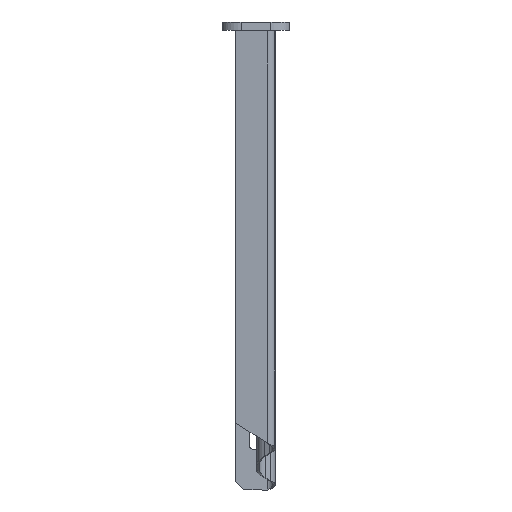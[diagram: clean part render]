
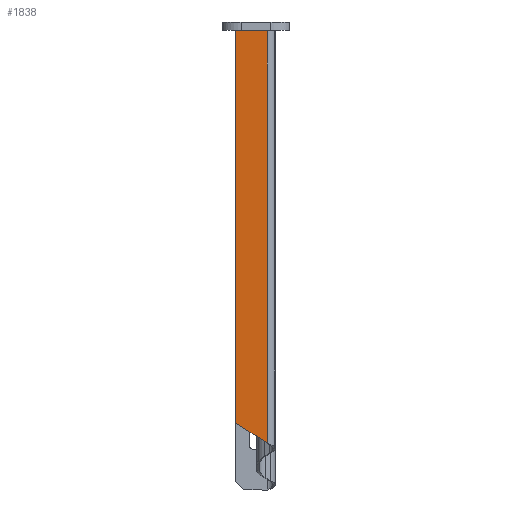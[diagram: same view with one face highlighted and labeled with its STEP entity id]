
A CAD part, front view. The second image highlights one B-rep face of the part: STEP entity #1838.
In plain terms, the highlighted planar face has unit normal (0, -0.999, -0.052).
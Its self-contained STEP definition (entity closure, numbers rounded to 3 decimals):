
#66 = FACE_OUTER_BOUND ( 'NONE', #1188, .T. ) ;
#92 = DIRECTION ( 'NONE',  ( 0.839, 0.029, -0.544 ) ) ;
#171 = CARTESIAN_POINT ( 'NONE',  ( 65.881, -47.749, -342.753 ) ) ;
#282 = EDGE_CURVE ( 'NONE', #979, #1093, #739, .T. ) ;
#723 = VECTOR ( 'NONE', #92, 1000. ) ;
#739 = LINE ( 'NONE', #171, #723 ) ;
#786 = CARTESIAN_POINT ( 'NONE',  ( 8.359, -65.678, -0.637 ) ) ;
#964 = ORIENTED_EDGE ( 'NONE', *, *, #2338, .F. ) ;
#973 = CARTESIAN_POINT ( 'NONE',  ( 107.143, -65.454, -4.912 ) ) ;
#979 = VERTEX_POINT ( 'NONE', #1180 ) ;
#1036 = ORIENTED_EDGE ( 'NONE', *, *, #3091, .T. ) ;
#1055 = ORIENTED_EDGE ( 'NONE', *, *, #3584, .T. ) ;
#1093 = VERTEX_POINT ( 'NONE', #1338 ) ;
#1134 = CARTESIAN_POINT ( 'NONE',  ( 8.359, -65.454, -4.912 ) ) ;
#1147 = DIRECTION ( 'NONE',  ( 0., 0.052, -0.999 ) ) ;
#1152 = PLANE ( 'NONE',  #2444 ) ;
#1180 = CARTESIAN_POINT ( 'NONE',  ( -15., -50.498, -290.3 ) ) ;
#1188 = EDGE_LOOP ( 'NONE', ( #964, #1036, #1055, #1314 ) ) ;
#1210 = VECTOR ( 'NONE', #1147, 1000. ) ;
#1314 = ORIENTED_EDGE ( 'NONE', *, *, #282, .T. ) ;
#1336 = VECTOR ( 'NONE', #3564, 1000. ) ;
#1338 = CARTESIAN_POINT ( 'NONE',  ( 8.359, -49.704, -305.449 ) ) ;
#1473 = LINE ( 'NONE', #3277, #1336 ) ;
#1838 = ADVANCED_FACE ( 'NONE', ( #66 ), #1152, .F. ) ;
#2099 = VERTEX_POINT ( 'NONE', #2369 ) ;
#2173 = VERTEX_POINT ( 'NONE', #786 ) ;
#2210 = DIRECTION ( 'NONE',  ( -1., 0., 0. ) ) ;
#2338 = EDGE_CURVE ( 'NONE', #2173, #1093, #2812, .T. ) ;
#2369 = CARTESIAN_POINT ( 'NONE',  ( -15., -65.678, -0.637 ) ) ;
#2444 = AXIS2_PLACEMENT_3D ( 'NONE', #973, #2780, #3164 ) ;
#2480 = CARTESIAN_POINT ( 'NONE',  ( -15., -65.678, -0.637 ) ) ;
#2780 = DIRECTION ( 'NONE',  ( 0., 0.999, 0.052 ) ) ;
#2812 = LINE ( 'NONE', #1134, #1210 ) ;
#3091 = EDGE_CURVE ( 'NONE', #2173, #2099, #3180, .T. ) ;
#3134 = VECTOR ( 'NONE', #2210, 1000. ) ;
#3164 = DIRECTION ( 'NONE',  ( 0.052, -0.052, 0.997 ) ) ;
#3180 = LINE ( 'NONE', #2480, #3134 ) ;
#3277 = CARTESIAN_POINT ( 'NONE',  ( -15., -50.498, -290.3 ) ) ;
#3564 = DIRECTION ( 'NONE',  ( 0., 0.052, -0.999 ) ) ;
#3584 = EDGE_CURVE ( 'NONE', #2099, #979, #1473, .T. ) ;
